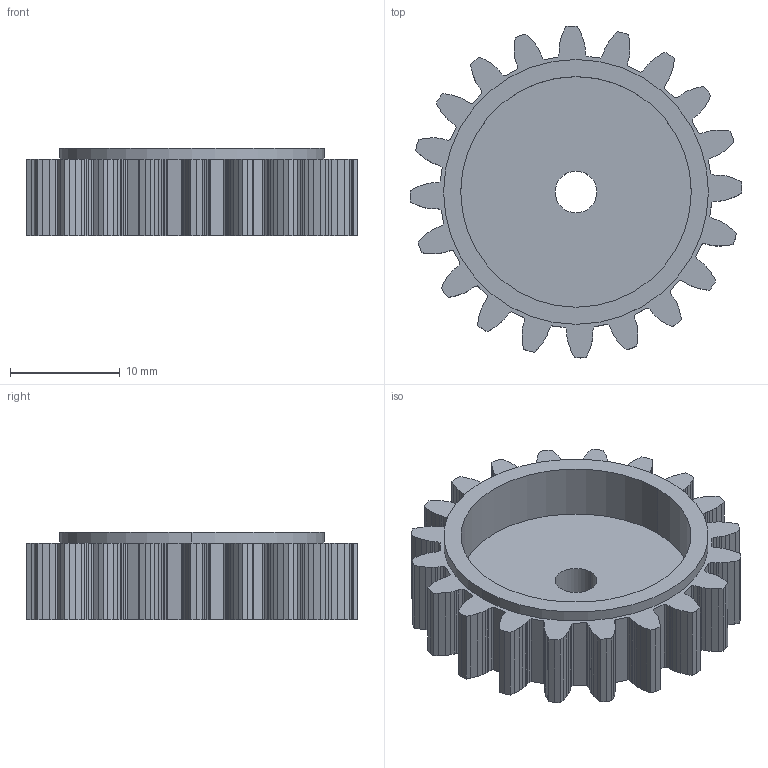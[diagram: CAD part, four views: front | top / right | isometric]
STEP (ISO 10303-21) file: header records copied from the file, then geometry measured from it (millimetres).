
FILE_DESCRIPTION (( 'STEP AP203' ), '1' );
FILE_NAME ('smallpinionv2.STEP', '2017-10-02T01:48:26', ( '' ), ( '' ), 'SwSTEP 2.0', 'SolidWorks 2017', '' );
FILE_SCHEMA (( 'CONFIG_CONTROL_DESIGN' ));
Length unit declared in the file: millimetre
Products named in the file (1): smallpinionv2
Bounding box: 30.23 x 30.23 x 8 mm (x, y, z)
Volume: 2828.1 mm3; surface area: 2737 mm2
Topology: 1 solids, 1 shells, 390 faces, 1158 edges, 772 vertices
Faces by surface type: plane 384, cylinder 6
Entity records: 12875 total; most frequent: CARTESIAN_POINT 2321, ORIENTED_EDGE 2316, DIRECTION 1952, EDGE_CURVE 1158, LINE 1146, VECTOR 1146, VERTEX_POINT 772, AXIS2_PLACEMENT_3D 403
